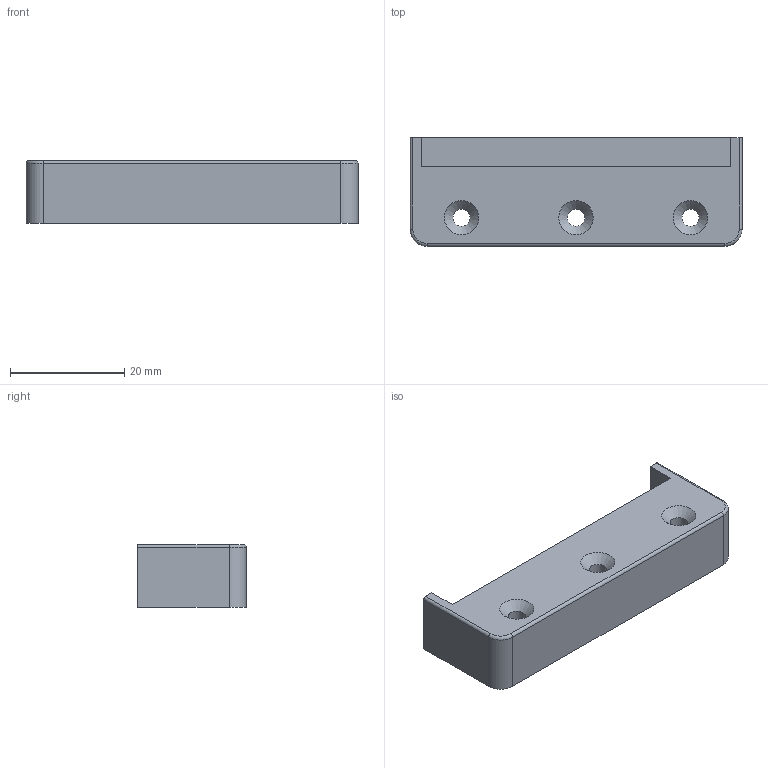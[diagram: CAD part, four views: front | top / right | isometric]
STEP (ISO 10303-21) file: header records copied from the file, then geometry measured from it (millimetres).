
FILE_DESCRIPTION(('STEP AP203'), '1');
FILE_NAME('breadboard', '', ('UNSPECIFIED'), ('UNSPECIFIED'), 'C3D Converter', 'C3D Toolkit', '');
FILE_SCHEMA(('CONFIG_CONTROL_DESIGN'));
Length unit declared in the file: millimetre
Bounding box: 58 x 19 x 11 mm (x, y, z)
Volume: 9368.8 mm3; surface area: 4184.3 mm2
Topology: 1 solids, 1 shells, 23 faces, 56 edges, 35 vertices
Faces by surface type: plane 10, cylinder 8, cone 3, torus 2
Full cylindrical faces by diameter (mm): 3 x3
Entity records: 876 total; most frequent: DIRECTION 119, CARTESIAN_POINT 109, ORIENTED_EDGE 100, EDGE_CURVE 50, AXIS2_PLACEMENT_3D 45, EDGE_LOOP 35, VERTEX_POINT 35, LINE 29
